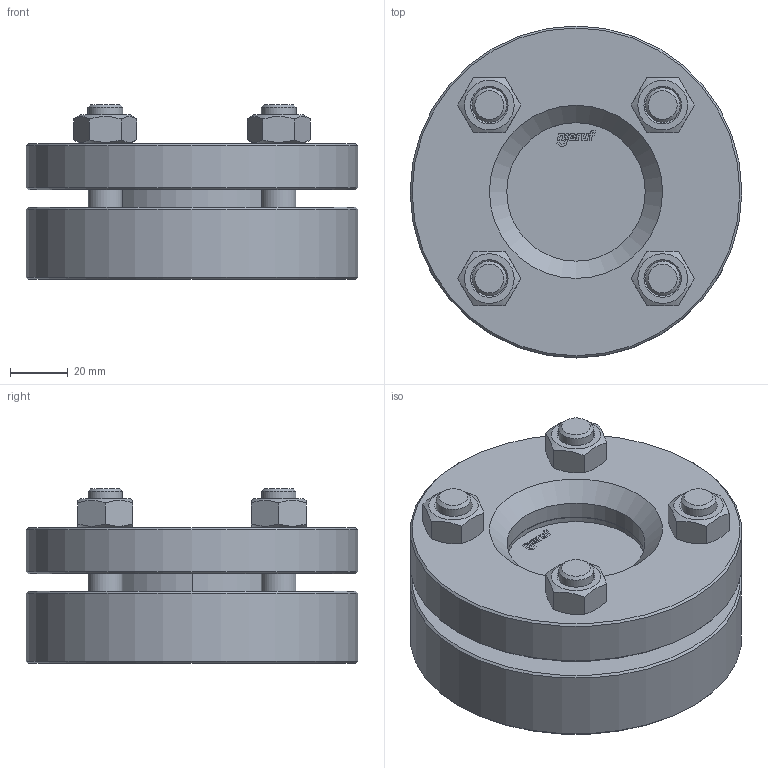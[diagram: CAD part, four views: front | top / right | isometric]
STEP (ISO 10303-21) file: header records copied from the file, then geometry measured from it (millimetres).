
FILE_DESCRIPTION(('HOOPS Exchange Step'),'2;1');
FILE_NAME('BS02_DN25.stp','2025-11-25T17:01:25+01:00',('nieru'),('Unknown organisation'),'HOOPS Exchange 2024.2','HOOPS Exchange','Unknown authorisation');
FILE_SCHEMA( ('AP203_CONFIGURATION_CONTROLLED_3D_DESIGN_OF_MECHANICAL_PARTS_AND_ASSEMBLIES_MIM_LF') );
Length unit declared in the file: millimetre
Products named in the file (3): 0; root
Assembly tree (2 placements, depth 3):
  root
    0
      0
Bounding box: 115 x 115 x 60.59 mm (x, y, z)
Volume: 381592.3 mm3; surface area: 86873.2 mm2
Topology: 13 solids, 13 shells, 171 faces, 530 edges, 404 vertices
Faces by surface type: plane 69, cylinder 44, cone 42, torus 16
Full cylindrical faces by diameter (mm): 10.072 x8, 10.2 x4, 11 x4, 12 x12, 13 x4, 48 x2, 48.5 x2, 65 x2, 66 x2, 115 x2
Entity records: 8215 total; most frequent: CARTESIAN_POINT 3273, ORIENTED_EDGE 1044, DIRECTION 989, EDGE_CURVE 522, AXIS2_PLACEMENT_3D 428, VERTEX_POINT 404, CIRCLE 252, EDGE_LOOP 222
